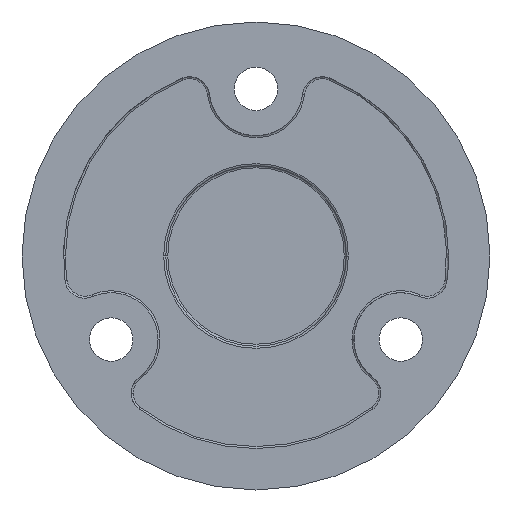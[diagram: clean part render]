
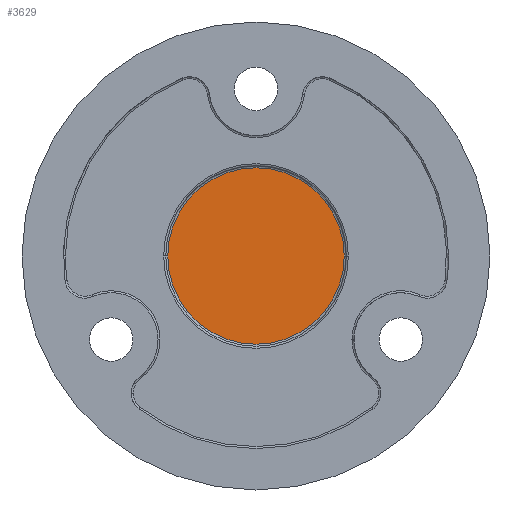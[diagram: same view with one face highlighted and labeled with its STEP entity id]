
A CAD part, front view. The second image highlights one B-rep face of the part: STEP entity #3629.
In plain terms, the highlighted face is planar.
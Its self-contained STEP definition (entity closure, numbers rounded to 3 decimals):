
#80 = EDGE_LOOP ( 'NONE', ( #102, #405 ) ) ;
#102 = ORIENTED_EDGE ( 'NONE', *, *, #958, .T. ) ;
#405 = ORIENTED_EDGE ( 'NONE', *, *, #3543, .T. ) ;
#931 = DIRECTION ( 'NONE',  ( 0., 0., 1. ) ) ;
#958 = EDGE_CURVE ( 'NONE', #2198, #1582, #3340, .T. ) ;
#1011 = CARTESIAN_POINT ( 'NONE',  ( 7., 0., 0. ) ) ;
#1225 = CARTESIAN_POINT ( 'NONE',  ( 7., 0., -13.2 ) ) ;
#1378 = DIRECTION ( 'NONE',  ( -1., 0., 0. ) ) ;
#1506 = AXIS2_PLACEMENT_3D ( 'NONE', #3443, #4098, #1550 ) ;
#1550 = DIRECTION ( 'NONE',  ( 0., 0., 1. ) ) ;
#1582 = VERTEX_POINT ( 'NONE', #1225 ) ;
#1792 = CARTESIAN_POINT ( 'NONE',  ( 7., 0., 13.2 ) ) ;
#2021 = DIRECTION ( 'NONE',  ( 0., 0., 1. ) ) ;
#2172 = AXIS2_PLACEMENT_3D ( 'NONE', #1011, #1378, #2021 ) ;
#2198 = VERTEX_POINT ( 'NONE', #1792 ) ;
#2510 = CIRCLE ( 'NONE', #1506, 13.2 ) ;
#2793 = AXIS2_PLACEMENT_3D ( 'NONE', #2876, #3196, #931 ) ;
#2876 = CARTESIAN_POINT ( 'NONE',  ( 7., 0., 0. ) ) ;
#3196 = DIRECTION ( 'NONE',  ( -1., 0., 0. ) ) ;
#3340 = CIRCLE ( 'NONE', #2172, 13.2 ) ;
#3443 = CARTESIAN_POINT ( 'NONE',  ( 7., 0., 0. ) ) ;
#3543 = EDGE_CURVE ( 'NONE', #1582, #2198, #2510, .T. ) ;
#3616 = FACE_OUTER_BOUND ( 'NONE', #80, .T. ) ;
#3629 = ADVANCED_FACE ( 'NONE', ( #3616 ), #3843, .T. ) ;
#3843 = PLANE ( 'NONE',  #2793 ) ;
#4098 = DIRECTION ( 'NONE',  ( -1., 0., 0. ) ) ;
